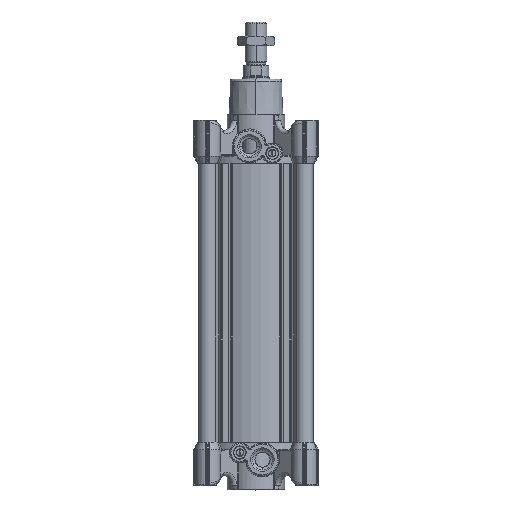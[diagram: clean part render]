
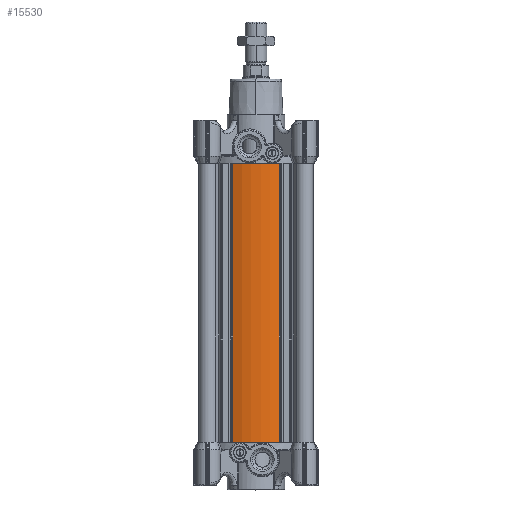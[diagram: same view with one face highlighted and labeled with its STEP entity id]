
A CAD part, top view. The second image highlights one B-rep face of the part: STEP entity #15530.
In plain terms, the highlighted cylindrical face has radius 52.75 mm (diameter 105.5 mm), a partial arc.
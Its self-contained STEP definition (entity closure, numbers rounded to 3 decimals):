
#8929 = CARTESIAN_POINT ( 'NONE',  ( 21.399, 40., 48.214 ) ) ;
#12595 = EDGE_CURVE ( 'NONE', #45616, #115731, #74622, .T. ) ;
#13186 = VERTEX_POINT ( 'NONE', #8929 ) ;
#15530 = ADVANCED_FACE ( 'NONE', ( #76577 ), #19963, .T. ) ;
#18142 = DIRECTION ( 'NONE',  ( 0., 1., 0. ) ) ;
#19363 = CARTESIAN_POINT ( 'NONE',  ( 0., 240., 0. ) ) ;
#19963 = CYLINDRICAL_SURFACE ( 'NONE', #42690, 52.75 ) ;
#23018 = EDGE_CURVE ( 'NONE', #72269, #115731, #57482, .T. ) ;
#30901 = DIRECTION ( 'NONE',  ( 0., 1., 0. ) ) ;
#37820 = DIRECTION ( 'NONE',  ( -1., 0., 0. ) ) ;
#42690 = AXIS2_PLACEMENT_3D ( 'NONE', #19363, #18142, #37820 ) ;
#43710 = CARTESIAN_POINT ( 'NONE',  ( -21.399, 298., 48.214 ) ) ;
#45616 = VERTEX_POINT ( 'NONE', #121791 ) ;
#46484 = LINE ( 'NONE', #55713, #121352 ) ;
#49656 = ORIENTED_EDGE ( 'NONE', *, *, #12595, .F. ) ;
#55645 = CARTESIAN_POINT ( 'NONE',  ( 0., 298., 0. ) ) ;
#55713 = CARTESIAN_POINT ( 'NONE',  ( 21.399, 240., 48.214 ) ) ;
#57482 = CIRCLE ( 'NONE', #98693, 52.75 ) ;
#59565 = DIRECTION ( 'NONE',  ( 0., -1., 0. ) ) ;
#63473 = ORIENTED_EDGE ( 'NONE', *, *, #87203, .F. ) ;
#67588 = CARTESIAN_POINT ( 'NONE',  ( 0., 40., 0. ) ) ;
#70275 = CIRCLE ( 'NONE', #115559, 52.75 ) ;
#72269 = VERTEX_POINT ( 'NONE', #104570 ) ;
#74622 = LINE ( 'NONE', #112179, #96155 ) ;
#76577 = FACE_OUTER_BOUND ( 'NONE', #86011, .T. ) ;
#86011 = EDGE_LOOP ( 'NONE', ( #115734, #49656, #63473, #90406 ) ) ;
#87203 = EDGE_CURVE ( 'NONE', #13186, #45616, #70275, .T. ) ;
#89171 = EDGE_CURVE ( 'NONE', #13186, #72269, #46484, .T. ) ;
#90406 = ORIENTED_EDGE ( 'NONE', *, *, #89171, .T. ) ;
#96155 = VECTOR ( 'NONE', #30901, 1000. ) ;
#97129 = DIRECTION ( 'NONE',  ( 1., 0., 0. ) ) ;
#98693 = AXIS2_PLACEMENT_3D ( 'NONE', #55645, #121546, #119710 ) ;
#104320 = DIRECTION ( 'NONE',  ( 0., 1., 0. ) ) ;
#104570 = CARTESIAN_POINT ( 'NONE',  ( 21.399, 298., 48.214 ) ) ;
#112179 = CARTESIAN_POINT ( 'NONE',  ( -21.399, 240., 48.214 ) ) ;
#115559 = AXIS2_PLACEMENT_3D ( 'NONE', #67588, #59565, #97129 ) ;
#115731 = VERTEX_POINT ( 'NONE', #43710 ) ;
#115734 = ORIENTED_EDGE ( 'NONE', *, *, #23018, .T. ) ;
#119710 = DIRECTION ( 'NONE',  ( 1., 0., 0. ) ) ;
#121352 = VECTOR ( 'NONE', #104320, 1000. ) ;
#121546 = DIRECTION ( 'NONE',  ( 0., -1., 0. ) ) ;
#121791 = CARTESIAN_POINT ( 'NONE',  ( -21.399, 40., 48.214 ) ) ;
